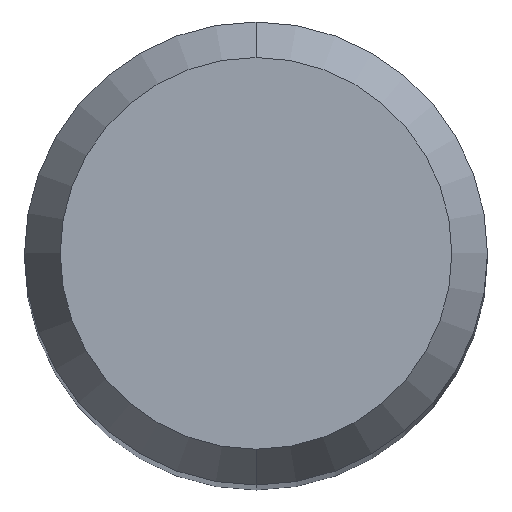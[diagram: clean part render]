
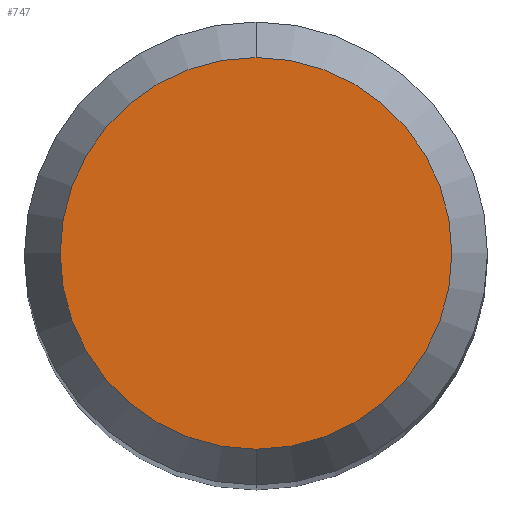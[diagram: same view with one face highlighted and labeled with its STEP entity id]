
A CAD part, top view. The second image highlights one B-rep face of the part: STEP entity #747.
In plain terms, the highlighted planar face has unit normal (0, 0, 1).
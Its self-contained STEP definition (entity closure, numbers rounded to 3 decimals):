
#643=VERTEX_POINT('',#1580);
#747=ADVANCED_FACE('',(#1697),#1698,.T.);
#919=VERTEX_POINT('',#1878);
#1219=EDGE_CURVE('',#919,#643,#2205,.T.);
#1315=EDGE_CURVE('',#643,#919,#2308,.T.);
#1580=CARTESIAN_POINT('',(0.,-2.538,0.0));
#1697=FACE_OUTER_BOUND('',#5875,.T.);
#1698=PLANE('',#5876);
#1878=CARTESIAN_POINT('',(0.0,2.538,0.0));
#2205=CIRCLE('',#8981,2.538);
#2308=CIRCLE('',#9609,2.538);
#5875=EDGE_LOOP('',(#10750,#10751));
#5876=AXIS2_PLACEMENT_3D('',#10752,#10753,#10754);
#8981=AXIS2_PLACEMENT_3D('',#11247,#11248,#11249);
#9609=AXIS2_PLACEMENT_3D('',#11337,#11338,#11339);
#10750=ORIENTED_EDGE('',*,*,#1219,.F.);
#10751=ORIENTED_EDGE('',*,*,#1315,.F.);
#10752=CARTESIAN_POINT('',(0.0,1.269,0.0));
#10753=DIRECTION('',(-0.0,0.0,1.0));
#10754=DIRECTION('',(0.0,-1.0,0.0));
#11247=CARTESIAN_POINT('',(0.0,0.0,0.0));
#11248=DIRECTION('',(0.0,0.0,-1.0));
#11249=DIRECTION('',(0.0,1.0,0.0));
#11337=CARTESIAN_POINT('',(0.0,0.0,0.0));
#11338=DIRECTION('',(0.0,0.0,-1.0));
#11339=DIRECTION('',(0.0,1.0,0.0));
